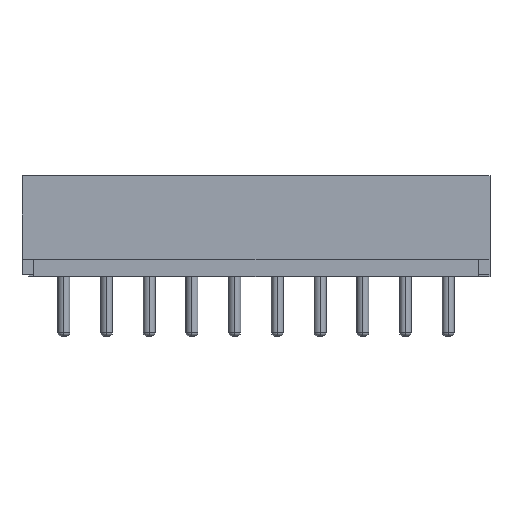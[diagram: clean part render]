
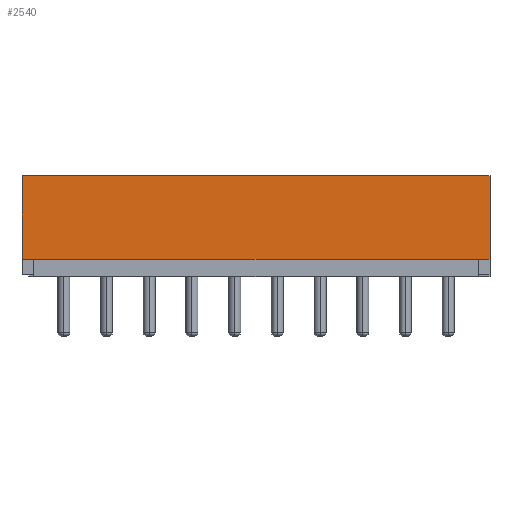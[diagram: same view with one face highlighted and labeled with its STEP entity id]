
A CAD part, top view. The second image highlights one B-rep face of the part: STEP entity #2540.
In plain terms, the highlighted planar face has unit normal (0, 0, 1).
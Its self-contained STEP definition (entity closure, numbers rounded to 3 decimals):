
#61=DIRECTION('',(0.,1.,0.));
#62=VECTOR('',#61,4.9);
#63=CARTESIAN_POINT('',(13.7,-1.95,2.47));
#64=LINE('',#63,#62);
#109=DIRECTION('',(1.,0.,0.));
#110=VECTOR('',#109,27.4);
#111=CARTESIAN_POINT('',(-13.7,2.95,2.47));
#112=LINE('',#111,#110);
#205=DIRECTION('',(0.,1.,0.));
#206=VECTOR('',#205,4.9);
#207=CARTESIAN_POINT('',(-13.7,-1.95,2.47));
#208=LINE('',#207,#206);
#213=DIRECTION('',(1.,0.,0.));
#214=VECTOR('',#213,27.4);
#215=CARTESIAN_POINT('',(-13.7,-1.95,2.47));
#216=LINE('',#215,#214);
#1793=CARTESIAN_POINT('',(-13.7,2.95,2.47));
#1794=CARTESIAN_POINT('',(13.7,2.95,2.47));
#1795=VERTEX_POINT('',#1793);
#1796=VERTEX_POINT('',#1794);
#1831=CARTESIAN_POINT('',(13.7,-1.95,2.47));
#1832=VERTEX_POINT('',#1831);
#1865=CARTESIAN_POINT('',(-13.7,-1.95,2.47));
#1866=VERTEX_POINT('',#1865);
#2528=CARTESIAN_POINT('',(-13.7,-2.95,2.47));
#2529=DIRECTION('',(0.,0.,1.));
#2530=DIRECTION('',(1.,0.,0.));
#2531=AXIS2_PLACEMENT_3D('',#2528,#2529,#2530);
#2532=PLANE('',#2531);
#2534=ORIENTED_EDGE('',*,*,#2533,.F.);
#2535=ORIENTED_EDGE('',*,*,#2499,.T.);
#2536=ORIENTED_EDGE('',*,*,#2439,.T.);
#2537=ORIENTED_EDGE('',*,*,#2379,.F.);
#2538=EDGE_LOOP('',(#2534,#2535,#2536,#2537));
#2539=FACE_OUTER_BOUND('',#2538,.F.);
#2540=ADVANCED_FACE('',(#2539),#2532,.T.);
#2379=EDGE_CURVE('',#1832,#1796,#64,.T.);
#2439=EDGE_CURVE('',#1795,#1796,#112,.T.);
#2499=EDGE_CURVE('',#1866,#1795,#208,.T.);
#2533=EDGE_CURVE('',#1866,#1832,#216,.T.);
